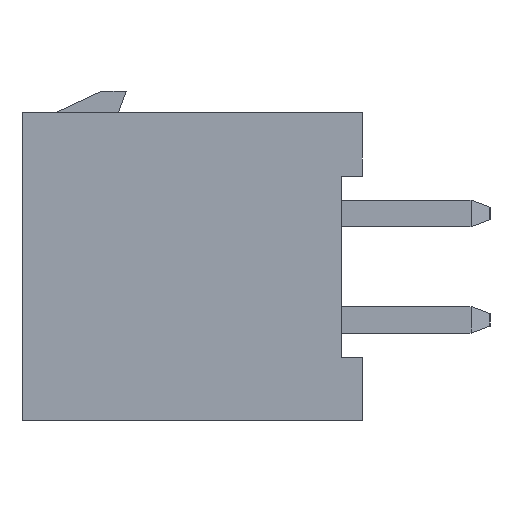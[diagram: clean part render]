
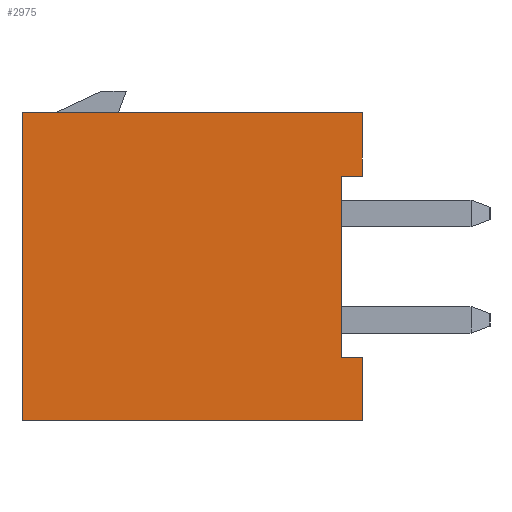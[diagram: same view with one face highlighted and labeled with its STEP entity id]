
A CAD part, left-side view. The second image highlights one B-rep face of the part: STEP entity #2975.
In plain terms, the highlighted planar face has unit normal (-1, 0, 0).
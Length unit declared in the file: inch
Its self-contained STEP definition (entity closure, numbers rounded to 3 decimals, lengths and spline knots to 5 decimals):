
#319 = FACE_OUTER_BOUND ( 'NONE', #19670, .T. ) ;
#520 = LINE ( 'NONE', #21912, #523 ) ;
#523 = VECTOR ( 'NONE', #21911, 39.37008 ) ;
#1173 = EDGE_CURVE ( 'NONE', #7228, #20243, #3581, .T. ) ;
#1586 = EDGE_CURVE ( 'NONE', #20789, #19957, #8242, .T. ) ;
#1747 = EDGE_CURVE ( 'NONE', #19957, #7304, #8564, .T. ) ;
#2616 = EDGE_CURVE ( 'NONE', #7155, #7304, #26203, .T. ) ;
#2975 = ADVANCED_FACE ( 'NONE', ( #319 ), #4584, .F. ) ;
#3575 = VECTOR ( 'NONE', #18862, 39.37008 ) ;
#3581 = LINE ( 'NONE', #18868, #3575 ) ;
#3650 = ORIENTED_EDGE ( 'NONE', *, *, #22654, .F. ) ;
#4074 = ORIENTED_EDGE ( 'NONE', *, *, #1173, .T. ) ;
#4360 = ORIENTED_EDGE ( 'NONE', *, *, #23179, .T. ) ;
#4361 = ORIENTED_EDGE ( 'NONE', *, *, #23169, .F. ) ;
#4390 = ORIENTED_EDGE ( 'NONE', *, *, #2616, .T. ) ;
#4391 = ORIENTED_EDGE ( 'NONE', *, *, #1747, .F. ) ;
#4392 = ORIENTED_EDGE ( 'NONE', *, *, #1586, .F. ) ;
#4393 = ORIENTED_EDGE ( 'NONE', *, *, #23214, .F. ) ;
#4572 = DIRECTION ( 'NONE',  ( 0., 0., -1. ) ) ;
#4576 = DIRECTION ( 'NONE',  ( 1., 0., 0. ) ) ;
#4577 = CARTESIAN_POINT ( 'NONE',  ( -0.78, 0.3, -0.145 ) ) ;
#4584 = PLANE ( 'NONE',  #11437 ) ;
#7155 = VERTEX_POINT ( 'NONE', #22068 ) ;
#7228 = VERTEX_POINT ( 'NONE', #21764 ) ;
#7304 = VERTEX_POINT ( 'NONE', #22560 ) ;
#7313 = VERTEX_POINT ( 'NONE', #22548 ) ;
#8242 = LINE ( 'NONE', #14058, #8247 ) ;
#8247 = VECTOR ( 'NONE', #14042, 39.37008 ) ;
#8564 = LINE ( 'NONE', #14038, #8569 ) ;
#8569 = VECTOR ( 'NONE', #14031, 39.37008 ) ;
#11437 = AXIS2_PLACEMENT_3D ( 'NONE', #4577, #4576, #4572 ) ;
#14031 = DIRECTION ( 'NONE',  ( 0., 1., 0. ) ) ;
#14038 = CARTESIAN_POINT ( 'NONE',  ( -0.78, -0.02, 0.085 ) ) ;
#14042 = DIRECTION ( 'NONE',  ( 0., 0., -1. ) ) ;
#14058 = CARTESIAN_POINT ( 'NONE',  ( -0.78, -0.02, 0.145 ) ) ;
#17305 = DIRECTION ( 'NONE',  ( 0., -1., 0. ) ) ;
#17307 = CARTESIAN_POINT ( 'NONE',  ( -0.78, 0.3, 0.145 ) ) ;
#17394 = DIRECTION ( 'NONE',  ( 0., 1., 0. ) ) ;
#17395 = CARTESIAN_POINT ( 'NONE',  ( -0.78, -0.02, -0.085 ) ) ;
#17419 = DIRECTION ( 'NONE',  ( 0., 0., -1. ) ) ;
#17508 = CARTESIAN_POINT ( 'NONE',  ( -0.78, -0.02, -0.145 ) ) ;
#17848 = DIRECTION ( 'NONE',  ( 0., 0., 1. ) ) ;
#17851 = CARTESIAN_POINT ( 'NONE',  ( -0.78, 0., -0.145 ) ) ;
#18862 = DIRECTION ( 'NONE',  ( 0., -1., 0. ) ) ;
#18868 = CARTESIAN_POINT ( 'NONE',  ( -0.78, 0.3, -0.145 ) ) ;
#19554 = LINE ( 'NONE', #17508, #19577 ) ;
#19577 = VECTOR ( 'NONE', #17419, 39.37008 ) ;
#19594 = LINE ( 'NONE', #17395, #19597 ) ;
#19597 = VECTOR ( 'NONE', #17394, 39.37008 ) ;
#19664 = LINE ( 'NONE', #17307, #19667 ) ;
#19667 = VECTOR ( 'NONE', #17305, 39.37008 ) ;
#19670 = EDGE_LOOP ( 'NONE', ( #4074, #4361, #4360, #4390, #4391, #4392, #4393, #3650 ) ) ;
#19957 = VERTEX_POINT ( 'NONE', #22214 ) ;
#20089 = VERTEX_POINT ( 'NONE', #22169 ) ;
#20243 = VERTEX_POINT ( 'NONE', #22119 ) ;
#20789 = VERTEX_POINT ( 'NONE', #21949 ) ;
#21764 = CARTESIAN_POINT ( 'NONE',  ( -0.78, 0.3, -0.145 ) ) ;
#21911 = DIRECTION ( 'NONE',  ( 0., 0., 1. ) ) ;
#21912 = CARTESIAN_POINT ( 'NONE',  ( -0.78, 0.3, -0.145 ) ) ;
#21949 = CARTESIAN_POINT ( 'NONE',  ( -0.78, -0.02, 0.145 ) ) ;
#22068 = CARTESIAN_POINT ( 'NONE',  ( -0.78, 0., -0.085 ) ) ;
#22119 = CARTESIAN_POINT ( 'NONE',  ( -0.78, -0.02, -0.145 ) ) ;
#22169 = CARTESIAN_POINT ( 'NONE',  ( -0.78, -0.02, -0.085 ) ) ;
#22214 = CARTESIAN_POINT ( 'NONE',  ( -0.78, -0.02, 0.085 ) ) ;
#22548 = CARTESIAN_POINT ( 'NONE',  ( -0.78, 0.3, 0.145 ) ) ;
#22560 = CARTESIAN_POINT ( 'NONE',  ( -0.78, 0., 0.085 ) ) ;
#22654 = EDGE_CURVE ( 'NONE', #7228, #7313, #520, .T. ) ;
#23169 = EDGE_CURVE ( 'NONE', #20089, #20243, #19554, .T. ) ;
#23179 = EDGE_CURVE ( 'NONE', #20089, #7155, #19594, .T. ) ;
#23214 = EDGE_CURVE ( 'NONE', #7313, #20789, #19664, .T. ) ;
#26203 = LINE ( 'NONE', #17851, #26206 ) ;
#26206 = VECTOR ( 'NONE', #17848, 39.37008 ) ;
